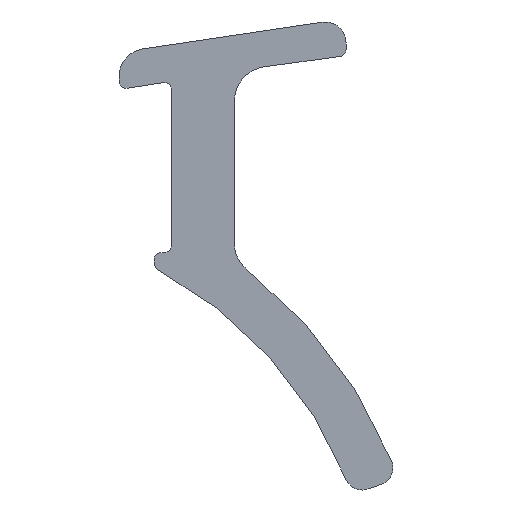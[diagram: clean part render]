
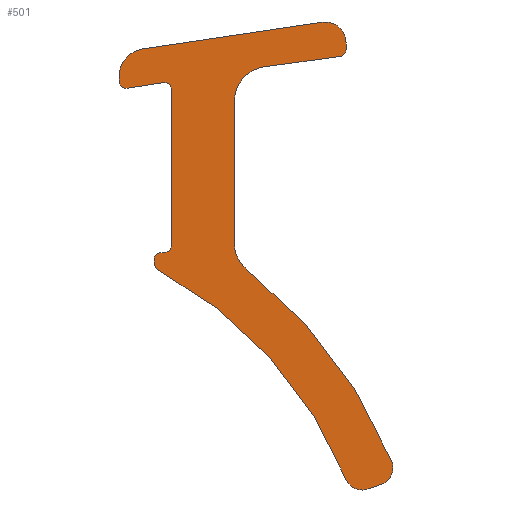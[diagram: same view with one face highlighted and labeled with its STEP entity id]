
A CAD part, left-side view. The second image highlights one B-rep face of the part: STEP entity #501.
In plain terms, the highlighted planar face has unit normal (-1, 0, 0).
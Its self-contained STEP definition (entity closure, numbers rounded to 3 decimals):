
#29=PLANE('',#557);
#55=FACE_OUTER_BOUND('',#81,.T.);
#81=EDGE_LOOP('',(#438,#439,#440,#441,#442,#443,#444,#445,#446,#447,#448,
#449,#450,#451,#452,#453,#454,#455,#456,#457,#458,#459,#460,#461));
#84=LINE('',#724,#128);
#90=LINE('',#748,#134);
#94=LINE('',#760,#138);
#98=LINE('',#772,#142);
#102=LINE('',#784,#146);
#106=LINE('',#796,#150);
#110=LINE('',#808,#154);
#114=LINE('',#820,#158);
#118=LINE('',#832,#162);
#122=LINE('',#844,#166);
#128=VECTOR('',#570,0.404);
#134=VECTOR('',#596,4.048);
#138=VECTOR('',#608,2.208);
#142=VECTOR('',#620,0.189);
#146=VECTOR('',#632,5.188);
#150=VECTOR('',#644,0.137);
#154=VECTOR('',#656,1.05);
#158=VECTOR('',#668,4.469);
#162=VECTOR('',#680,0.1);
#166=VECTOR('',#692,0.111);
#170=CIRCLE('',#505,0.5);
#172=CIRCLE('',#509,0.5);
#174=CIRCLE('',#512,13.4);
#176=CIRCLE('',#515,1.);
#178=CIRCLE('',#519,1.);
#180=CIRCLE('',#523,0.2);
#182=CIRCLE('',#527,0.6);
#184=CIRCLE('',#531,0.8);
#186=CIRCLE('',#535,0.2);
#188=CIRCLE('',#539,0.2);
#190=CIRCLE('',#543,0.2);
#192=CIRCLE('',#547,0.2);
#194=CIRCLE('',#551,0.2);
#196=CIRCLE('',#554,12.);
#198=VERTEX_POINT('',#714);
#199=VERTEX_POINT('',#715);
#202=VERTEX_POINT('',#723);
#204=VERTEX_POINT('',#729);
#206=VERTEX_POINT('',#735);
#208=VERTEX_POINT('',#741);
#210=VERTEX_POINT('',#747);
#212=VERTEX_POINT('',#753);
#214=VERTEX_POINT('',#759);
#216=VERTEX_POINT('',#765);
#218=VERTEX_POINT('',#771);
#220=VERTEX_POINT('',#777);
#222=VERTEX_POINT('',#783);
#224=VERTEX_POINT('',#789);
#226=VERTEX_POINT('',#795);
#228=VERTEX_POINT('',#801);
#230=VERTEX_POINT('',#807);
#232=VERTEX_POINT('',#813);
#234=VERTEX_POINT('',#819);
#236=VERTEX_POINT('',#825);
#238=VERTEX_POINT('',#831);
#240=VERTEX_POINT('',#837);
#242=VERTEX_POINT('',#843);
#244=VERTEX_POINT('',#849);
#246=EDGE_CURVE('',#198,#199,#170,.T.);
#250=EDGE_CURVE('',#202,#198,#84,.T.);
#253=EDGE_CURVE('',#204,#202,#172,.T.);
#256=EDGE_CURVE('',#206,#204,#174,.T.);
#259=EDGE_CURVE('',#208,#206,#176,.T.);
#262=EDGE_CURVE('',#210,#208,#90,.T.);
#265=EDGE_CURVE('',#212,#210,#178,.T.);
#268=EDGE_CURVE('',#214,#212,#94,.T.);
#271=EDGE_CURVE('',#216,#214,#180,.T.);
#274=EDGE_CURVE('',#218,#216,#98,.T.);
#277=EDGE_CURVE('',#220,#218,#182,.T.);
#280=EDGE_CURVE('',#222,#220,#102,.T.);
#283=EDGE_CURVE('',#224,#222,#184,.T.);
#286=EDGE_CURVE('',#226,#224,#106,.T.);
#289=EDGE_CURVE('',#228,#226,#186,.T.);
#292=EDGE_CURVE('',#230,#228,#110,.T.);
#295=EDGE_CURVE('',#232,#230,#188,.T.);
#298=EDGE_CURVE('',#234,#232,#114,.T.);
#301=EDGE_CURVE('',#236,#234,#190,.T.);
#304=EDGE_CURVE('',#238,#236,#118,.T.);
#307=EDGE_CURVE('',#240,#238,#192,.T.);
#310=EDGE_CURVE('',#242,#240,#122,.T.);
#313=EDGE_CURVE('',#244,#242,#194,.T.);
#316=EDGE_CURVE('',#199,#244,#196,.T.);
#438=ORIENTED_EDGE('',*,*,#316,.F.);
#439=ORIENTED_EDGE('',*,*,#246,.F.);
#440=ORIENTED_EDGE('',*,*,#250,.F.);
#441=ORIENTED_EDGE('',*,*,#253,.F.);
#442=ORIENTED_EDGE('',*,*,#256,.F.);
#443=ORIENTED_EDGE('',*,*,#259,.F.);
#444=ORIENTED_EDGE('',*,*,#262,.F.);
#445=ORIENTED_EDGE('',*,*,#265,.F.);
#446=ORIENTED_EDGE('',*,*,#268,.F.);
#447=ORIENTED_EDGE('',*,*,#271,.F.);
#448=ORIENTED_EDGE('',*,*,#274,.F.);
#449=ORIENTED_EDGE('',*,*,#277,.F.);
#450=ORIENTED_EDGE('',*,*,#280,.F.);
#451=ORIENTED_EDGE('',*,*,#283,.F.);
#452=ORIENTED_EDGE('',*,*,#286,.F.);
#453=ORIENTED_EDGE('',*,*,#289,.F.);
#454=ORIENTED_EDGE('',*,*,#292,.F.);
#455=ORIENTED_EDGE('',*,*,#295,.F.);
#456=ORIENTED_EDGE('',*,*,#298,.F.);
#457=ORIENTED_EDGE('',*,*,#301,.F.);
#458=ORIENTED_EDGE('',*,*,#304,.F.);
#459=ORIENTED_EDGE('',*,*,#307,.F.);
#460=ORIENTED_EDGE('',*,*,#310,.F.);
#461=ORIENTED_EDGE('',*,*,#313,.F.);
#501=ADVANCED_FACE('',(#55),#29,.F.);
#505=AXIS2_PLACEMENT_3D('',#716,#562,#563);
#509=AXIS2_PLACEMENT_3D('',#730,#575,#576);
#512=AXIS2_PLACEMENT_3D('',#736,#582,#583);
#515=AXIS2_PLACEMENT_3D('',#742,#589,#590);
#519=AXIS2_PLACEMENT_3D('',#754,#601,#602);
#523=AXIS2_PLACEMENT_3D('',#766,#613,#614);
#527=AXIS2_PLACEMENT_3D('',#778,#625,#626);
#531=AXIS2_PLACEMENT_3D('',#790,#637,#638);
#535=AXIS2_PLACEMENT_3D('',#802,#649,#650);
#539=AXIS2_PLACEMENT_3D('',#814,#661,#662);
#543=AXIS2_PLACEMENT_3D('',#826,#673,#674);
#547=AXIS2_PLACEMENT_3D('',#838,#685,#686);
#551=AXIS2_PLACEMENT_3D('',#850,#697,#698);
#554=AXIS2_PLACEMENT_3D('',#855,#704,#705);
#557=AXIS2_PLACEMENT_3D('',#858,#710,#711);
#562=DIRECTION('center_axis',(1.,0.,0.));
#563=DIRECTION('ref_axis',(0.,-0.339,-0.941));
#570=DIRECTION('',(0.,0.941,-0.339));
#575=DIRECTION('center_axis',(1.,0.,0.));
#576=DIRECTION('ref_axis',(0.,-0.926,0.378));
#582=DIRECTION('center_axis',(1.,0.,0.));
#583=DIRECTION('ref_axis',(0.,-0.618,0.786));
#589=DIRECTION('center_axis',(-1.,0.,0.));
#590=DIRECTION('ref_axis',(0.,-0.618,0.786));
#596=DIRECTION('',(0.,0.,-1.));
#601=DIRECTION('center_axis',(-1.,0.,0.));
#602=DIRECTION('ref_axis',(0.,-1.,0.));
#608=DIRECTION('',(0.,0.991,-0.135));
#613=DIRECTION('center_axis',(1.,0.,0.));
#614=DIRECTION('ref_axis',(0.,-1.,0.));
#620=DIRECTION('',(0.,0.,-1.));
#625=DIRECTION('center_axis',(1.,0.,0.));
#626=DIRECTION('ref_axis',(0.,0.156,0.988));
#632=DIRECTION('',(0.,-0.989,0.147));
#637=DIRECTION('center_axis',(1.,0.,0.));
#638=DIRECTION('ref_axis',(0.,1.,0.));
#644=DIRECTION('',(0.,0.,1.));
#649=DIRECTION('center_axis',(1.,0.,0.));
#650=DIRECTION('ref_axis',(0.,-0.156,-0.988));
#656=DIRECTION('',(0.,0.988,-0.156));
#661=DIRECTION('center_axis',(-1.,0.,0.));
#662=DIRECTION('ref_axis',(0.,-0.156,-0.988));
#668=DIRECTION('',(0.,0.,1.));
#673=DIRECTION('center_axis',(-1.,0.,0.));
#674=DIRECTION('ref_axis',(0.,1.,0.));
#680=DIRECTION('',(0.,-1.,0.));
#685=DIRECTION('center_axis',(1.,0.,0.));
#686=DIRECTION('ref_axis',(0.,1.,0.));
#692=DIRECTION('',(0.,0.,1.));
#697=DIRECTION('center_axis',(1.,0.,0.));
#698=DIRECTION('ref_axis',(0.,0.619,-0.786));
#704=DIRECTION('center_axis',(-1.,0.,0.));
#705=DIRECTION('ref_axis',(0.,0.473,-0.881));
#710=DIRECTION('center_axis',(1.,0.,0.));
#711=DIRECTION('ref_axis',(0.,0.,-1.));
#714=CARTESIAN_POINT('',(0.,-10.284,-8.646));
#715=CARTESIAN_POINT('',(0.,-9.68,-8.422));
#716=CARTESIAN_POINT('Origin',(0.,-10.115,-8.175));
#723=CARTESIAN_POINT('',(0.,-10.664,-8.509));
#724=CARTESIAN_POINT('',(0.,-10.664,-8.509));
#729=CARTESIAN_POINT('',(0.,-10.958,-7.849));
#730=CARTESIAN_POINT('Origin',(0.,-10.495,-8.038));
#735=CARTESIAN_POINT('',(0.,-6.835,-2.383));
#736=CARTESIAN_POINT('Origin',(0.,1.447,-12.917));
#741=CARTESIAN_POINT('',(0.,-6.453,-1.597));
#742=CARTESIAN_POINT('Origin',(0.,-7.453,-1.597));
#747=CARTESIAN_POINT('',(0.,-6.453,2.452));
#748=CARTESIAN_POINT('',(0.,-6.453,2.452));
#753=CARTESIAN_POINT('',(0.,-7.297,3.439));
#754=CARTESIAN_POINT('Origin',(0.,-7.453,2.452));
#759=CARTESIAN_POINT('',(0.,-9.484,3.738));
#760=CARTESIAN_POINT('',(0.,-9.484,3.738));
#765=CARTESIAN_POINT('',(0.,-9.653,3.936));
#766=CARTESIAN_POINT('Origin',(0.,-9.453,3.936));
#771=CARTESIAN_POINT('',(0.,-9.653,4.125));
#772=CARTESIAN_POINT('',(0.,-9.653,4.125));
#777=CARTESIAN_POINT('',(0.,-8.959,4.717));
#778=CARTESIAN_POINT('Origin',(0.,-9.053,4.125));
#783=CARTESIAN_POINT('',(0.,-3.828,3.952));
#784=CARTESIAN_POINT('',(0.,-3.828,3.952));
#789=CARTESIAN_POINT('',(0.,-3.153,3.162));
#790=CARTESIAN_POINT('Origin',(0.,-3.953,3.162));
#795=CARTESIAN_POINT('',(0.,-3.153,3.025));
#796=CARTESIAN_POINT('',(0.,-3.153,3.025));
#801=CARTESIAN_POINT('',(0.,-3.384,2.827));
#802=CARTESIAN_POINT('Origin',(0.,-3.353,3.025));
#807=CARTESIAN_POINT('',(0.,-4.422,2.992));
#808=CARTESIAN_POINT('',(0.,-4.422,2.992));
#813=CARTESIAN_POINT('',(0.,-4.653,2.794));
#814=CARTESIAN_POINT('Origin',(0.,-4.453,2.794));
#819=CARTESIAN_POINT('',(0.,-4.653,-1.675));
#820=CARTESIAN_POINT('',(0.,-4.653,-1.675));
#825=CARTESIAN_POINT('',(0.,-4.453,-1.875));
#826=CARTESIAN_POINT('Origin',(0.,-4.453,-1.675));
#831=CARTESIAN_POINT('',(0.,-4.353,-1.875));
#832=CARTESIAN_POINT('',(0.,-4.353,-1.875));
#837=CARTESIAN_POINT('',(0.,-4.153,-2.075));
#838=CARTESIAN_POINT('Origin',(0.,-4.353,-2.075));
#843=CARTESIAN_POINT('',(0.,-4.153,-2.186));
#844=CARTESIAN_POINT('',(0.,-4.153,-2.186));
#849=CARTESIAN_POINT('',(0.,-4.229,-2.343));
#850=CARTESIAN_POINT('Origin',(0.,-4.353,-2.186));
#855=CARTESIAN_POINT('Origin',(0.,1.447,-12.916));
#858=CARTESIAN_POINT('Origin',(0.,-6.923,-0.631));
